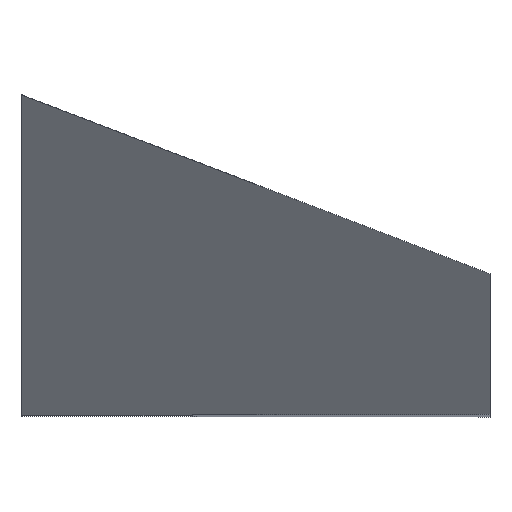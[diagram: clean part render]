
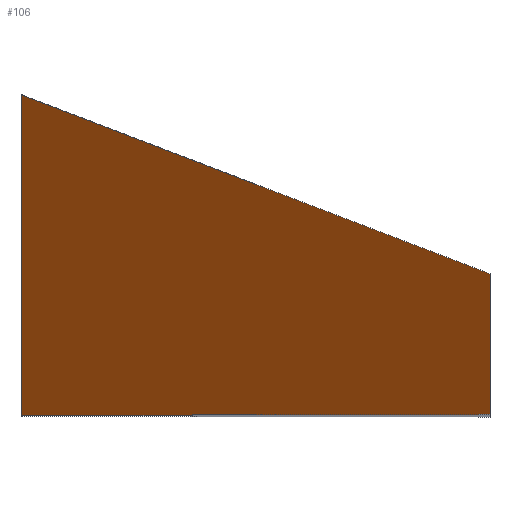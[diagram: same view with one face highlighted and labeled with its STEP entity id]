
A CAD part, top view. The second image highlights one B-rep face of the part: STEP entity #106.
In plain terms, the highlighted planar face has unit normal (-0.707, 0, 0.707).
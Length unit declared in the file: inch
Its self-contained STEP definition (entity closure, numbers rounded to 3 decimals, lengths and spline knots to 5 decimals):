
#20=FACE_OUTER_BOUND('',#26,.T.);
#26=EDGE_LOOP('',(#91,#92,#93,#94));
#30=LINE('',#168,#42);
#33=LINE('',#174,#45);
#36=LINE('',#180,#48);
#38=LINE('',#183,#50);
#42=VECTOR('',#140,39.37008);
#45=VECTOR('',#145,39.37008);
#48=VECTOR('',#150,39.37008);
#50=VECTOR('',#154,39.37008);
#51=VERTEX_POINT('',#161);
#54=VERTEX_POINT('',#166);
#56=VERTEX_POINT('',#172);
#58=VERTEX_POINT('',#178);
#62=EDGE_CURVE('',#54,#51,#30,.T.);
#65=EDGE_CURVE('',#54,#56,#33,.T.);
#68=EDGE_CURVE('',#58,#56,#36,.T.);
#70=EDGE_CURVE('',#51,#58,#38,.T.);
#91=ORIENTED_EDGE('',*,*,#68,.F.);
#92=ORIENTED_EDGE('',*,*,#70,.F.);
#93=ORIENTED_EDGE('',*,*,#62,.F.);
#94=ORIENTED_EDGE('',*,*,#65,.T.);
#100=PLANE('',#132);
#106=ADVANCED_FACE('',(#20),#100,.F.);
#132=AXIS2_PLACEMENT_3D('',#185,#157,#158);
#140=DIRECTION('',(-0.707,0.,-0.707));
#145=DIRECTION('',(0.,1.,0.));
#150=DIRECTION('',(0.682,-0.262,0.682));
#154=DIRECTION('',(0.,1.,0.));
#157=DIRECTION('center_axis',(0.707,0.,-0.707));
#158=DIRECTION('ref_axis',(0.,-1.,0.));
#161=CARTESIAN_POINT('',(0.,0.,2.375));
#166=CARTESIAN_POINT('',(1.125,0.,3.5));
#168=CARTESIAN_POINT('',(1.125,0.,3.5));
#172=CARTESIAN_POINT('',(1.125,0.33815,3.5));
#174=CARTESIAN_POINT('',(1.125,0.33815,3.5));
#178=CARTESIAN_POINT('',(0.,0.77,2.375));
#180=CARTESIAN_POINT('',(1.18545,0.31495,3.56045));
#183=CARTESIAN_POINT('',(0.,0.,2.375));
#185=CARTESIAN_POINT('Origin',(1.125,0.,3.5));
